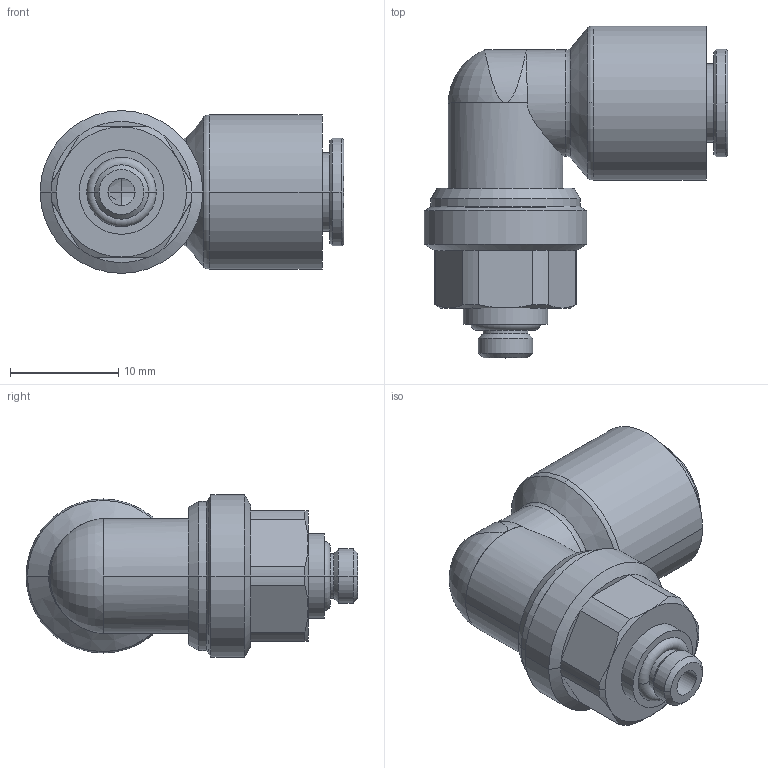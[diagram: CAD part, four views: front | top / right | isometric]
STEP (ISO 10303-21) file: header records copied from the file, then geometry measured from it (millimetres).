
FILE_DESCRIPTION(('STEP AP214'),'1');
FILE_NAME('3189_06_19.stp','2016-07-07T14:54:53',('TraceParts'),('TraceParts S.A.'),'Spatial InterOp 3D',' ',' ');
FILE_SCHEMA(('automotive_design'));
Length unit declared in the file: millimetre
Products named in the file (1): 1
Bounding box: 28 x 30.6 x 15 mm (x, y, z)
Volume: 4178.6 mm3; surface area: 2613.8 mm2
Topology: 1 solids, 1 shells, 90 faces, 213 edges, 128 vertices
Faces by surface type: cylinder 31, cone 26, plane 20, torus 13
Entity records: 3051 total; most frequent: CARTESIAN_POINT 934, DIRECTION 488, ORIENTED_EDGE 422, AXIS2_PLACEMENT_3D 212, EDGE_CURVE 211, VERTEX_POINT 128, CIRCLE 121, EDGE_LOOP 97
